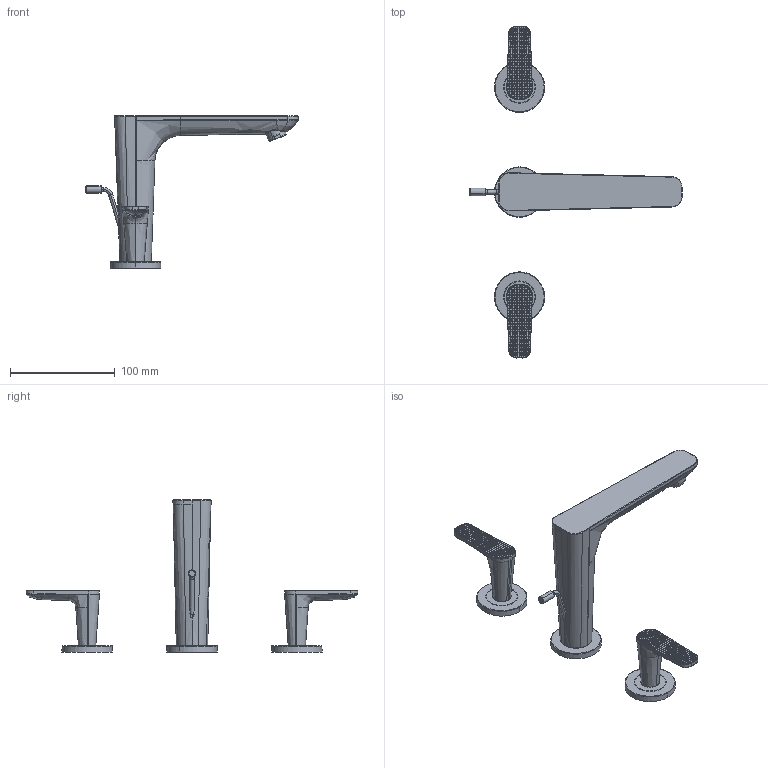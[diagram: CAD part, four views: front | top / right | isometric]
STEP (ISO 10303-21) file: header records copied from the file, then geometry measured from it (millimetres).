
FILE_DESCRIPTION(('CATIA V6 STEP','CAx-IF Rec.Pracs.--- Model Styling and Organization---1.5--- 2016-08-15','CAx-IF Rec.Pracs.---Supplemental Geometry---1.0---2011-11-01','CAx-IF Rec.Pracs.--- Composite Materials ---3.4---2017-06-13','CAx-IF Rec.Pracs.---Tessellated 3D Geometry---1.0---2015-12-17'),'2;1');
FILE_NAME('prd-HG-00457196.stp','2023-06-06T13:43:36+00:00',('none'),('none'),'3DEXPERIENCE Platform3DEXPERIENCE R2021x HotFix 8','3DEXPERIENCE Platform STEP AP242 v2','none');
FILE_SCHEMA(('AP242_MANAGED_MODEL_BASED_3D_ENGINEERING_MIM_LF {1 0 10303 442 1 1 4}'));
Products named in the file (12): P-2_AX_Arizia_3-L.WTA_125_m.Zugst.Struktur; P-2_GK_kpl._3L_WTA_AX_Arizia; P-2_GK_3L_WTA_AX_Arizia; P-2_Rosette_WTM_Citterio_2411; V5_P_2_Perlatorhuelse_M18x1; V5_SR_TT_HC_1,2gpm-air_rosa; V5_P_2_Zugstange_kpl._WTM_AX_Citterio_lang; V5_Zugknopf_WTM,_HWBM,_BDM_Citterio; V5_P_2_Universalzugstange_D4_gebogen_lang; P-2_Griff_3L_WTA_AXOR_Arizia; P-2_Griffrosette_3-L.WTM_Ax_Arizia; P-2_Hebelgriff_3L-WTA_Struk._Ax_Arizia
Assembly tree (12 placements, depth 4):
  P-2_AX_Arizia_3-L.WTA_125_m.Zugst.Struktur
    P-2_GK_kpl._3L_WTA_AX_Arizia
      P-2_GK_3L_WTA_AX_Arizia
      P-2_Rosette_WTM_Citterio_2411
      V5_P_2_Perlatorhuelse_M18x1
      V5_SR_TT_HC_1,2gpm-air_rosa
      V5_P_2_Zugstange_kpl._WTM_AX_Citterio_lang
        V5_Zugknopf_WTM,_HWBM,_BDM_Citterio
        V5_P_2_Universalzugstange_D4_gebogen_lang
    P-2_Griff_3L_WTA_AXOR_Arizia  x2
      P-2_Griffrosette_3-L.WTM_Ax_Arizia
      P-2_Hebelgriff_3L-WTA_Struk._Ax_Arizia
Bounding box: 202.36 x 316.55 x 145 mm (x, y, z)
Volume: 287396.3 mm3; surface area: 60792.1 mm2
Topology: 10 solids, 10 shells, 4536 faces, 10771 edges, 6294 vertices
Faces by surface type: plane 3172, cylinder 1161, bspline 141, torus 32, cone 30
Entity records: 74196 total; most frequent: CARTESIAN_POINT 24583, ORIENTED_EDGE 12602, EDGE_CURVE 6301, DIRECTION 6160, VECTOR 4573, LINE 4573, VERTEX_POINT 3741, EDGE_LOOP 2700
